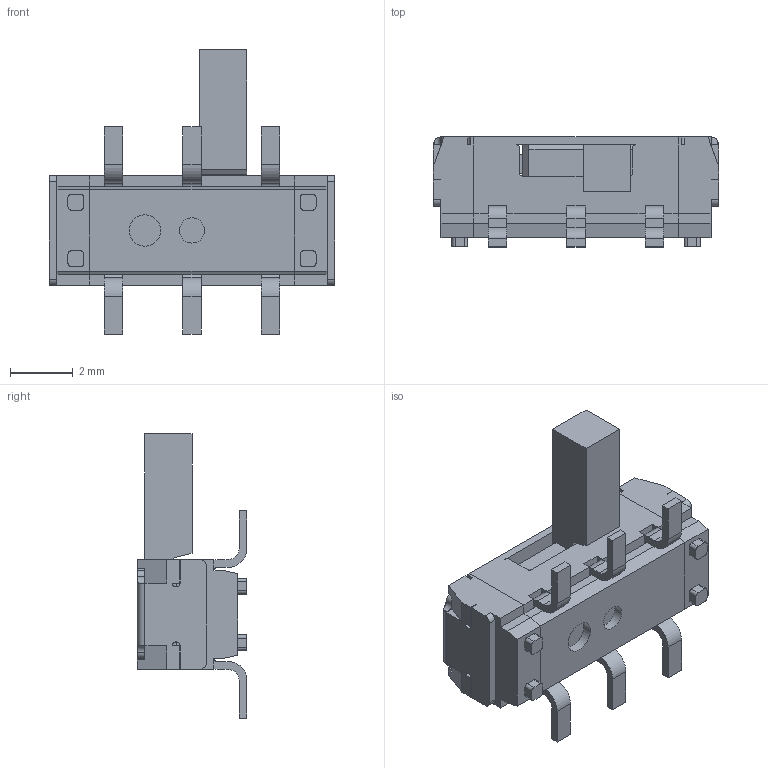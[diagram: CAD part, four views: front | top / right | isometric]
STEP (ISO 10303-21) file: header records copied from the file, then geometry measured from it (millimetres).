
FILE_DESCRIPTION(/* description */ (''),/* implementation_level */ '2;1');
FILE_NAME(/* name */ 'CL-SB-22B-11.step',/* time_stamp */ '2021-01-20T02:12:21+01:00',/* author */ (''),/* organization */ (''),/* preprocessor_version */ 'ST-DEVELOPER v18.1',/* originating_system */ 'Autodesk Translation Framework v9.7.1.1290',/* authorisation */ '');
FILE_SCHEMA (('AUTOMOTIVE_DESIGN { 1 0 10303 214 3 1 1 }'));
Length unit declared in the file: millimetre
Products named in the file (3): (Unsaved); _22B-11_c; _2Side setting_s
Assembly tree (2 placements, depth 2):
  (Unsaved)
    _22B-11_c
    _2Side setting_s
Bounding box: 9.1 x 3.5 x 9.05 mm (x, y, z)
Volume: 95.4 mm3; surface area: 343.4 mm2
Topology: 4 solids, 4 shells, 334 faces, 965 edges, 628 vertices
Faces by surface type: plane 252, cylinder 82
Full cylindrical faces by diameter (mm): 0.8 x1, 1 x1
Entity records: 11374 total; most frequent: CARTESIAN_POINT 1980, ORIENTED_EDGE 1930, DIRECTION 1820, EDGE_CURVE 965, LINE 780, VECTOR 780, VERTEX_POINT 628, AXIS2_PLACEMENT_3D 520
